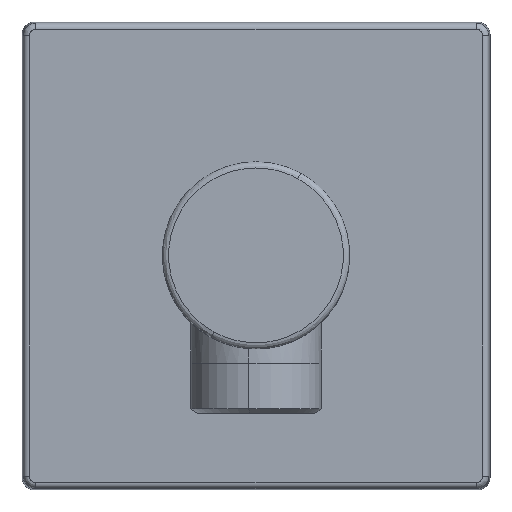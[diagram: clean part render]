
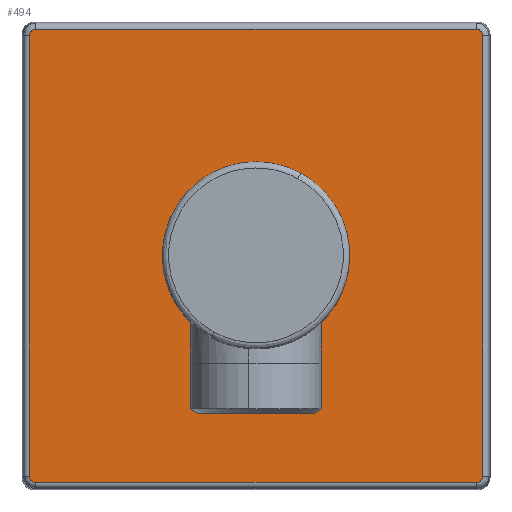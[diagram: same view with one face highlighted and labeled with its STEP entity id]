
A CAD part, top view. The second image highlights one B-rep face of the part: STEP entity #494.
In plain terms, the highlighted planar face has unit normal (0, 0, 1).
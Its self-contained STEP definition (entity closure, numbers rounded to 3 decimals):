
#1 = EDGE_CURVE ( 'NONE', #17, #261, #450, .T. ) ;
#10 = VERTEX_POINT ( 'NONE', #761 ) ;
#17 = VERTEX_POINT ( 'NONE', #950 ) ;
#18 = DIRECTION ( 'NONE',  ( 0., -1., 0. ) ) ;
#21 = CARTESIAN_POINT ( 'NONE',  ( -36.308, 0., 11.6 ) ) ;
#47 =( BOUNDED_CURVE ( )  B_SPLINE_CURVE ( 3, ( #264, #525, #889, #85 ),
 .UNSPECIFIED., .F., .T. ) 
 B_SPLINE_CURVE_WITH_KNOTS ( ( 4, 4 ),
 ( 2.356, 3.927 ),
 .UNSPECIFIED. ) 
 CURVE ( )  GEOMETRIC_REPRESENTATION_ITEM ( )  RATIONAL_B_SPLINE_CURVE ( ( 1., 0.805, 0.805, 1. ) ) 
 REPRESENTATION_ITEM ( '' )  );
#73 = VERTEX_POINT ( 'NONE', #604 ) ;
#83 = CARTESIAN_POINT ( 'NONE',  ( -36.308, 35.894, 11.6 ) ) ;
#85 = CARTESIAN_POINT ( 'NONE',  ( -35.308, -36.308, 11.6 ) ) ;
#90 = ORIENTED_EDGE ( 'NONE', *, *, #963, .T. ) ;
#93 = DIRECTION ( 'NONE',  ( 0., 0., 1. ) ) ;
#103 = DIRECTION ( 'NONE',  ( -1., 0., 0. ) ) ;
#107 = CARTESIAN_POINT ( 'NONE',  ( -35.308, -36.308, 11.6 ) ) ;
#121 = EDGE_CURVE ( 'NONE', #924, #17, #537, .T. ) ;
#140 = CARTESIAN_POINT ( 'NONE',  ( 35.308, -36.308, 11.6 ) ) ;
#142 = FACE_OUTER_BOUND ( 'NONE', #1101, .T. ) ;
#168 = ORIENTED_EDGE ( 'NONE', *, *, #401, .T. ) ;
#191 = VECTOR ( 'NONE', #898, 1000. ) ;
#192 = CARTESIAN_POINT ( 'NONE',  ( 36.308, 0., 11.6 ) ) ;
#195 = CARTESIAN_POINT ( 'NONE',  ( 0., -15., 11.6 ) ) ;
#205 = DIRECTION ( 'NONE',  ( 0., 0., -1. ) ) ;
#260 = VERTEX_POINT ( 'NONE', #844 ) ;
#261 = VERTEX_POINT ( 'NONE', #400 ) ;
#264 = CARTESIAN_POINT ( 'NONE',  ( -36.308, -35.308, 11.6 ) ) ;
#289 = CARTESIAN_POINT ( 'NONE',  ( 0., 0., 11.6 ) ) ;
#324 = DIRECTION ( 'NONE',  ( 0., 0., -1. ) ) ;
#341 = EDGE_CURVE ( 'NONE', #498, #407, #522, .T. ) ;
#359 = LINE ( 'NONE', #458, #957 ) ;
#363 = PLANE ( 'NONE',  #887 ) ;
#382 = CARTESIAN_POINT ( 'NONE',  ( 35.894, -36.308, 11.6 ) ) ;
#383 = CARTESIAN_POINT ( 'NONE',  ( -36.308, 35.308, 11.6 ) ) ;
#400 = CARTESIAN_POINT ( 'NONE',  ( 36.308, -35.308, 11.6 ) ) ;
#401 = EDGE_CURVE ( 'NONE', #260, #924, #47, .T. ) ;
#407 = VERTEX_POINT ( 'NONE', #516 ) ;
#421 = ORIENTED_EDGE ( 'NONE', *, *, #912, .T. ) ;
#450 =( BOUNDED_CURVE ( )  B_SPLINE_CURVE ( 3, ( #140, #382, #855, #1015 ),
 .UNSPECIFIED., .F., .T. ) 
 B_SPLINE_CURVE_WITH_KNOTS ( ( 4, 4 ),
 ( 2.356, 3.927 ),
 .UNSPECIFIED. ) 
 CURVE ( )  GEOMETRIC_REPRESENTATION_ITEM ( )  RATIONAL_B_SPLINE_CURVE ( ( 1., 0.805, 0.805, 1. ) ) 
 REPRESENTATION_ITEM ( '' )  );
#458 = CARTESIAN_POINT ( 'NONE',  ( 0., 36.308, 11.6 ) ) ;
#477 = DIRECTION ( 'NONE',  ( 0., 1., 0. ) ) ;
#486 = EDGE_CURVE ( 'NONE', #1087, #260, #664, .T. ) ;
#494 = ADVANCED_FACE ( 'NONE', ( #529, #142 ), #363, .T. ) ;
#498 = VERTEX_POINT ( 'NONE', #195 ) ;
#499 = AXIS2_PLACEMENT_3D ( 'NONE', #775, #324, #597 ) ;
#516 = CARTESIAN_POINT ( 'NONE',  ( 0., 15., 11.6 ) ) ;
#522 = CIRCLE ( 'NONE', #499, 15. ) ;
#525 = CARTESIAN_POINT ( 'NONE',  ( -36.308, -35.894, 11.6 ) ) ;
#529 = FACE_BOUND ( 'NONE', #701, .T. ) ;
#537 = LINE ( 'NONE', #806, #191 ) ;
#597 = DIRECTION ( 'NONE',  ( 0., -1., 0. ) ) ;
#604 = CARTESIAN_POINT ( 'NONE',  ( 35.308, 36.308, 11.6 ) ) ;
#611 = AXIS2_PLACEMENT_3D ( 'NONE', #289, #205, #18 ) ;
#615 = CARTESIAN_POINT ( 'NONE',  ( -35.894, 36.308, 11.6 ) ) ;
#628 = CIRCLE ( 'NONE', #611, 15. ) ;
#630 = CARTESIAN_POINT ( 'NONE',  ( 36.308, 35.308, 11.6 ) ) ;
#640 = CARTESIAN_POINT ( 'NONE',  ( 35.308, 36.308, 11.6 ) ) ;
#664 = LINE ( 'NONE', #21, #1032 ) ;
#694 = ORIENTED_EDGE ( 'NONE', *, *, #486, .T. ) ;
#700 = EDGE_CURVE ( 'NONE', #10, #1087, #968, .T. ) ;
#701 = EDGE_LOOP ( 'NONE', ( #421, #737 ) ) ;
#711 = CARTESIAN_POINT ( 'NONE',  ( -36.308, 35.308, 11.6 ) ) ;
#723 = DIRECTION ( 'NONE',  ( 0., -1., 0. ) ) ;
#737 = ORIENTED_EDGE ( 'NONE', *, *, #341, .T. ) ;
#761 = CARTESIAN_POINT ( 'NONE',  ( -35.308, 36.308, 11.6 ) ) ;
#775 = CARTESIAN_POINT ( 'NONE',  ( 0., 0., 11.6 ) ) ;
#776 = ORIENTED_EDGE ( 'NONE', *, *, #1, .T. ) ;
#802 = ORIENTED_EDGE ( 'NONE', *, *, #1029, .T. ) ;
#806 = CARTESIAN_POINT ( 'NONE',  ( 0., -36.308, 11.6 ) ) ;
#822 = CARTESIAN_POINT ( 'NONE',  ( 36.308, 35.894, 11.6 ) ) ;
#841 = ORIENTED_EDGE ( 'NONE', *, *, #700, .T. ) ;
#844 = CARTESIAN_POINT ( 'NONE',  ( -36.308, -35.308, 11.6 ) ) ;
#851 = CARTESIAN_POINT ( 'NONE',  ( 36.308, 35.308, 11.6 ) ) ;
#855 = CARTESIAN_POINT ( 'NONE',  ( 36.308, -35.894, 11.6 ) ) ;
#856 = ORIENTED_EDGE ( 'NONE', *, *, #121, .T. ) ;
#887 = AXIS2_PLACEMENT_3D ( 'NONE', #1085, #93, #904 ) ;
#889 = CARTESIAN_POINT ( 'NONE',  ( -35.894, -36.308, 11.6 ) ) ;
#898 = DIRECTION ( 'NONE',  ( 1., 0., 0. ) ) ;
#900 = VECTOR ( 'NONE', #477, 1000. ) ;
#904 = DIRECTION ( 'NONE',  ( 0., 1., 0. ) ) ;
#912 = EDGE_CURVE ( 'NONE', #407, #498, #628, .T. ) ;
#924 = VERTEX_POINT ( 'NONE', #107 ) ;
#930 = EDGE_CURVE ( 'NONE', #73, #10, #359, .T. ) ;
#950 = CARTESIAN_POINT ( 'NONE',  ( 35.308, -36.308, 11.6 ) ) ;
#957 = VECTOR ( 'NONE', #103, 1000. ) ;
#963 = EDGE_CURVE ( 'NONE', #1071, #73, #1095, .T. ) ;
#968 =( BOUNDED_CURVE ( )  B_SPLINE_CURVE ( 3, ( #980, #615, #83, #711 ),
 .UNSPECIFIED., .F., .F. ) 
 B_SPLINE_CURVE_WITH_KNOTS ( ( 4, 4 ),
 ( 2.356, 3.927 ),
 .UNSPECIFIED. ) 
 CURVE ( )  GEOMETRIC_REPRESENTATION_ITEM ( )  RATIONAL_B_SPLINE_CURVE ( ( 1., 0.805, 0.805, 1. ) ) 
 REPRESENTATION_ITEM ( '' )  );
#980 = CARTESIAN_POINT ( 'NONE',  ( -35.308, 36.308, 11.6 ) ) ;
#1015 = CARTESIAN_POINT ( 'NONE',  ( 36.308, -35.308, 11.6 ) ) ;
#1029 = EDGE_CURVE ( 'NONE', #261, #1071, #1134, .T. ) ;
#1032 = VECTOR ( 'NONE', #723, 1000. ) ;
#1067 = ORIENTED_EDGE ( 'NONE', *, *, #930, .T. ) ;
#1071 = VERTEX_POINT ( 'NONE', #851 ) ;
#1080 = CARTESIAN_POINT ( 'NONE',  ( 35.894, 36.308, 11.6 ) ) ;
#1085 = CARTESIAN_POINT ( 'NONE',  ( 0., 0., 11.6 ) ) ;
#1087 = VERTEX_POINT ( 'NONE', #383 ) ;
#1095 =( BOUNDED_CURVE ( )  B_SPLINE_CURVE ( 3, ( #630, #822, #1080, #640 ),
 .UNSPECIFIED., .F., .F. ) 
 B_SPLINE_CURVE_WITH_KNOTS ( ( 4, 4 ),
 ( 2.356, 3.927 ),
 .UNSPECIFIED. ) 
 CURVE ( )  GEOMETRIC_REPRESENTATION_ITEM ( )  RATIONAL_B_SPLINE_CURVE ( ( 1., 0.805, 0.805, 1. ) ) 
 REPRESENTATION_ITEM ( '' )  );
#1101 = EDGE_LOOP ( 'NONE', ( #776, #802, #90, #1067, #841, #694, #168, #856 ) ) ;
#1134 = LINE ( 'NONE', #192, #900 ) ;
